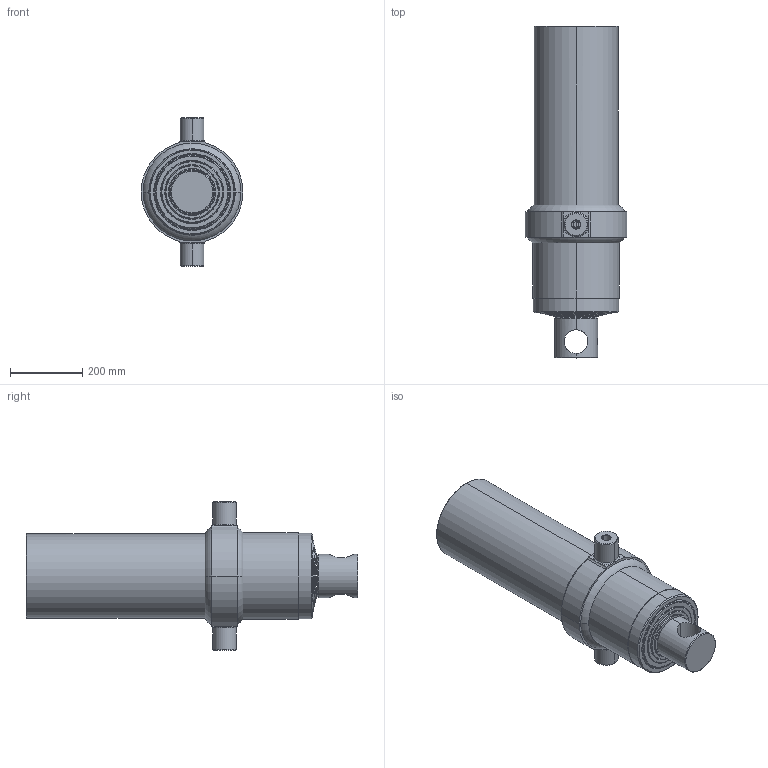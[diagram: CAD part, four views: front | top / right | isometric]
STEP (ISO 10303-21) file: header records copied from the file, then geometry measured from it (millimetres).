
FILE_DESCRIPTION (( 'STEP AP203' ), '1' );
FILE_NAME ('532.L.STEP', '2014-10-27T12:33:07', ( '' ), ( '' ), 'SwSTEP 2.0', 'SolidWorks 2013', '' );
FILE_SCHEMA (( 'CONFIG_CONTROL_DESIGN' ));
Length unit declared in the file: millimetre
Products named in the file (1): 532.L
Bounding box: 280.48 x 916 x 410 mm (x, y, z)
Surface area: 2552027.4 mm2 (no closed solid volume)
Topology: 0 solids, 19 shells, 130 faces, 340 edges, 222 vertices
Faces by surface type: cylinder 55, cone 38, plane 25, torus 12
Entity records: 4671 total; most frequent: CARTESIAN_POINT 1297, DIRECTION 782, ORIENTED_EDGE 586, EDGE_CURVE 340, AXIS2_PLACEMENT_3D 333, VERTEX_POINT 222, CIRCLE 202, EDGE_LOOP 148
